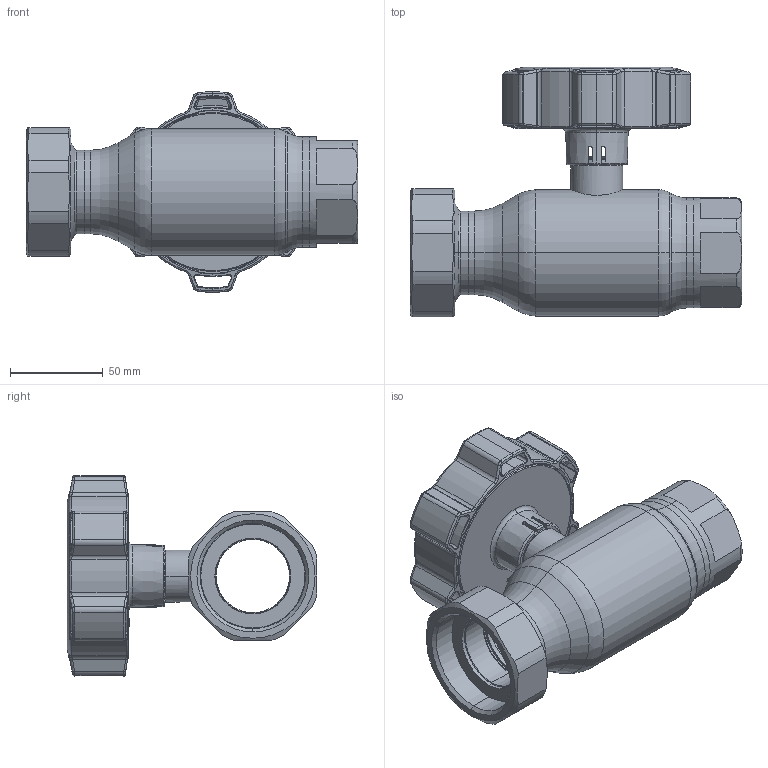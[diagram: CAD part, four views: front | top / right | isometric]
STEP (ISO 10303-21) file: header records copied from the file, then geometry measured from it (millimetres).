
FILE_DESCRIPTION (( 'STEP AP214' ), '1' );
FILE_NAME ('1040002210-1200.STEP', '2024-01-18T09:00:18', ( '' ), ( '' ), 'SwSTEP 2.0', 'SolidWorks 2021', '' );
FILE_SCHEMA (( 'AUTOMOTIVE_DESIGN' ));
Length unit declared in the file: millimetre
Products named in the file (1): 1040002210-1200
Bounding box: 178.4 x 134.5 x 107.98 mm (x, y, z)
Surface area: 102976.9 mm2 (no closed solid volume)
Topology: 0 solids, 11 shells, 547 faces, 1568 edges, 1003 vertices
Faces by surface type: bspline 154, cylinder 137, plane 114, torus 77, cone 59, sphere 6
Entity records: 32192 total; most frequent: CARTESIAN_POINT 13352, ORIENTED_EDGE 2787, DIRECTION 2329, EDGE_CURVE 1568, VERTEX_POINT 1003, AXIS2_PLACEMENT_3D 924, EDGE_LOOP 580, UNCERTAINTY_MEASURE_WITH_UNIT 549
